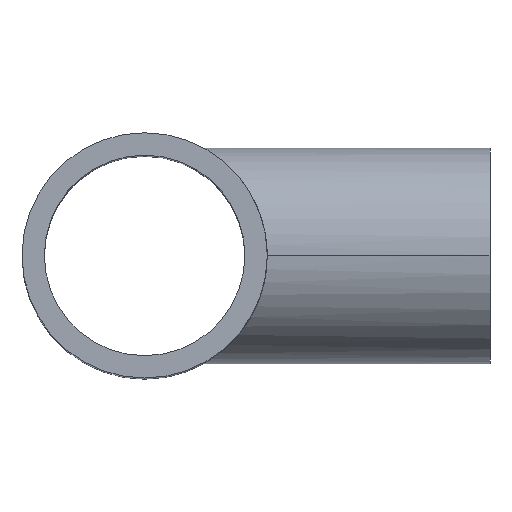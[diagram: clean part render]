
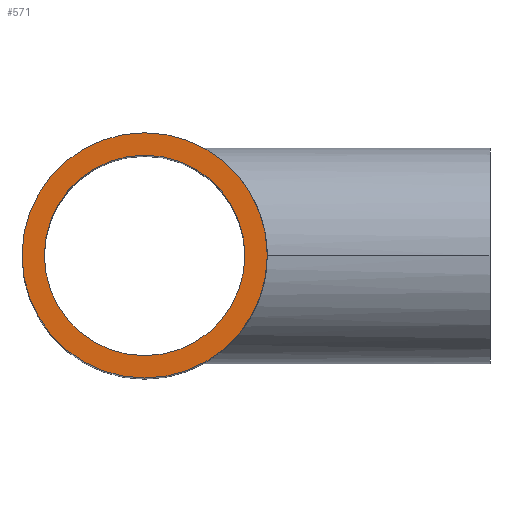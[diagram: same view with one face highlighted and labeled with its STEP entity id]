
A CAD part, top view. The second image highlights one B-rep face of the part: STEP entity #571.
In plain terms, the highlighted planar face has unit normal (0, 0, 1).
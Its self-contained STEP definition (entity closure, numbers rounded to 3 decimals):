
#15 = DIRECTION ( 'NONE',  ( 0., 0., 1. ) ) ;
#23 = FACE_OUTER_BOUND ( 'NONE', #90, .T. ) ;
#30 = ORIENTED_EDGE ( 'NONE', *, *, #214, .F. ) ;
#40 = CIRCLE ( 'NONE', #671, 51.1 ) ;
#50 = AXIS2_PLACEMENT_3D ( 'NONE', #642, #125, #345 ) ;
#53 = VERTEX_POINT ( 'NONE', #167 ) ;
#68 = CARTESIAN_POINT ( 'NONE',  ( 62.5, 0., 178. ) ) ;
#71 = CIRCLE ( 'NONE', #109, 62.5 ) ;
#85 = DIRECTION ( 'NONE',  ( 1., 0., 0. ) ) ;
#90 = EDGE_LOOP ( 'NONE', ( #439, #656 ) ) ;
#109 = AXIS2_PLACEMENT_3D ( 'NONE', #633, #299, #648 ) ;
#125 = DIRECTION ( 'NONE',  ( 0., 0., 1. ) ) ;
#167 = CARTESIAN_POINT ( 'NONE',  ( -62.5, 0., 178. ) ) ;
#181 = CARTESIAN_POINT ( 'NONE',  ( 0., 0., 178. ) ) ;
#196 = CARTESIAN_POINT ( 'NONE',  ( 51.1, 0., 178. ) ) ;
#214 = EDGE_CURVE ( 'NONE', #275, #220, #224, .T. ) ;
#220 = VERTEX_POINT ( 'NONE', #196 ) ;
#224 = CIRCLE ( 'NONE', #692, 51.1 ) ;
#242 = FACE_BOUND ( 'NONE', #534, .T. ) ;
#275 = VERTEX_POINT ( 'NONE', #375 ) ;
#276 = DIRECTION ( 'NONE',  ( 0., 0., 1. ) ) ;
#299 = DIRECTION ( 'NONE',  ( 0., 0., 1. ) ) ;
#310 = ORIENTED_EDGE ( 'NONE', *, *, #585, .F. ) ;
#345 = DIRECTION ( 'NONE',  ( 1., 0., 0. ) ) ;
#375 = CARTESIAN_POINT ( 'NONE',  ( -51.1, 0., 178. ) ) ;
#386 = DIRECTION ( 'NONE',  ( 1., 0., 0. ) ) ;
#415 = CARTESIAN_POINT ( 'NONE',  ( 0., 0., 178. ) ) ;
#439 = ORIENTED_EDGE ( 'NONE', *, *, #565, .T. ) ;
#454 = DIRECTION ( 'NONE',  ( 1., 0., 0. ) ) ;
#534 = EDGE_LOOP ( 'NONE', ( #30, #310 ) ) ;
#565 = EDGE_CURVE ( 'NONE', #53, #669, #71, .T. ) ;
#569 = PLANE ( 'NONE',  #684 ) ;
#571 = ADVANCED_FACE ( 'NONE', ( #23, #242 ), #569, .T. ) ;
#585 = EDGE_CURVE ( 'NONE', #220, #275, #40, .T. ) ;
#624 = EDGE_CURVE ( 'NONE', #669, #53, #631, .T. ) ;
#631 = CIRCLE ( 'NONE', #50, 62.5 ) ;
#633 = CARTESIAN_POINT ( 'NONE',  ( 0., 0., 178. ) ) ;
#642 = CARTESIAN_POINT ( 'NONE',  ( 0., 0., 178. ) ) ;
#648 = DIRECTION ( 'NONE',  ( 1., 0., 0. ) ) ;
#656 = ORIENTED_EDGE ( 'NONE', *, *, #624, .T. ) ;
#657 = DIRECTION ( 'NONE',  ( 0., 0., 1. ) ) ;
#669 = VERTEX_POINT ( 'NONE', #68 ) ;
#671 = AXIS2_PLACEMENT_3D ( 'NONE', #706, #15, #386 ) ;
#684 = AXIS2_PLACEMENT_3D ( 'NONE', #181, #276, #454 ) ;
#692 = AXIS2_PLACEMENT_3D ( 'NONE', #415, #657, #85 ) ;
#706 = CARTESIAN_POINT ( 'NONE',  ( 0., 0., 178. ) ) ;
